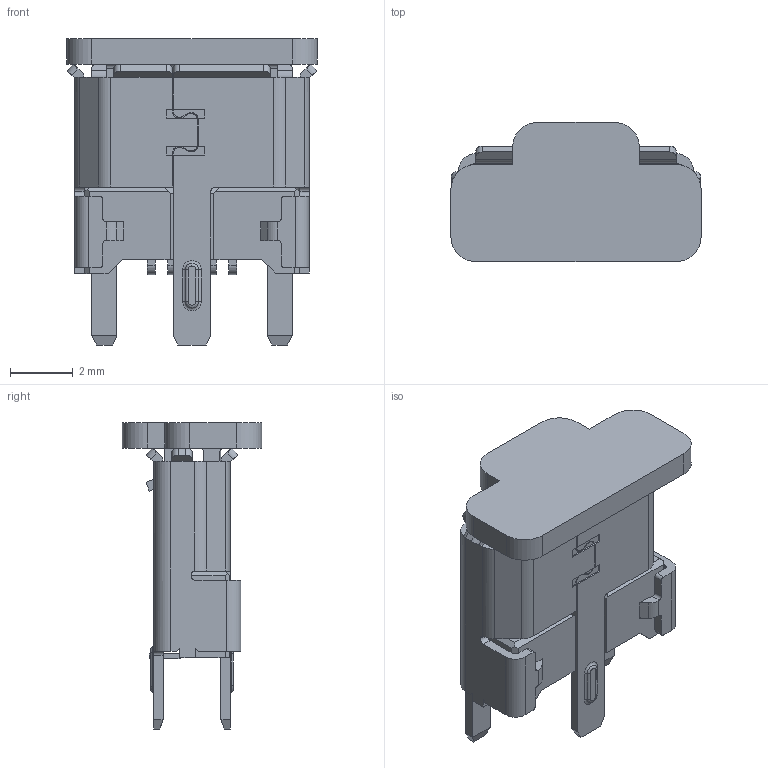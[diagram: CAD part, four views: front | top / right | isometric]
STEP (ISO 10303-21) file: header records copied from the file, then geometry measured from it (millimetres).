
FILE_DESCRIPTION(('FreeCAD Model'),'2;1');
FILE_NAME('_051330011_cp.step', '2020-02-17T09:57:41',('kicad StepUp'),('ksu MCAD'), 'Open CASCADE STEP processor 7.3','FreeCAD','Unknown');
FILE_SCHEMA(('AUTOMOTIVE_DESIGN { 1 0 10303 214 1 1 1 1 }'));
Length unit declared in the file: millimetre
Products named in the file (1): _051330011_cp
Bounding box: 8 x 4.45 x 9.78 mm (x, y, z)
Volume: 102.2 mm3; surface area: 458.6 mm2
Topology: 1 solids, 1 shells, 477 faces, 1391 edges, 902 vertices
Faces by surface type: plane 314, cylinder 145, torus 8, bspline 4, cone 4, sphere 2
Entity records: 19319 total; most frequent: CARTESIAN_POINT 3133, ORIENTED_EDGE 2778, DIRECTION 2608, EDGE_CURVE 1389, LINE 1034, VECTOR 1034, VERTEX_POINT 902, AXIS2_PLACEMENT_3D 787
